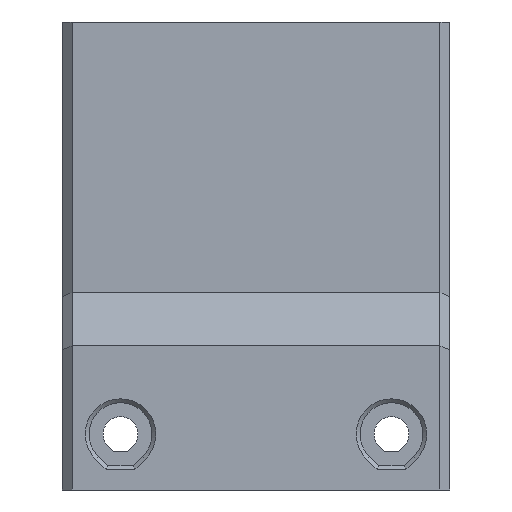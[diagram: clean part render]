
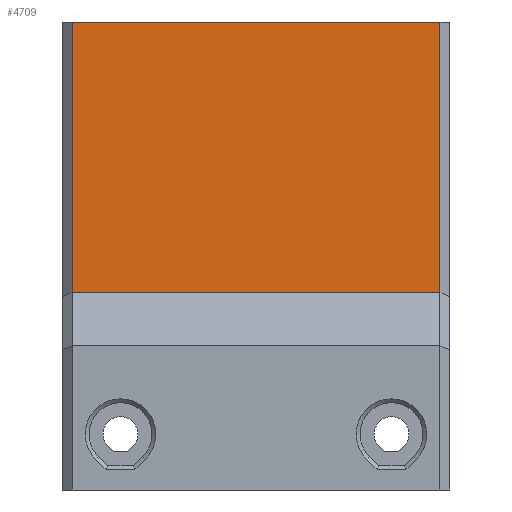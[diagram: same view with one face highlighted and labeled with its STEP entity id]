
A CAD part, left-side view. The second image highlights one B-rep face of the part: STEP entity #4709.
In plain terms, the highlighted planar face has unit normal (-1, 0, 0).
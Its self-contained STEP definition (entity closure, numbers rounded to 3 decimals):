
#2624 = PLANE('',#2625);
#2625 = AXIS2_PLACEMENT_3D('',#2626,#2627,#2628);
#2626 = CARTESIAN_POINT('',(0.25,50.629,
    39.747));
#2627 = DIRECTION('',(-0.707,0.,0.707)
  );
#2628 = DIRECTION('',(0.707,0.,0.707)
  );
#3573 = PLANE('',#3574);
#3574 = AXIS2_PLACEMENT_3D('',#3575,#3576,#3577);
#3575 = CARTESIAN_POINT('',(14.,20.629,
    70.454));
#3576 = DIRECTION('',(0.,0.,1.));
#3577 = DIRECTION('',(0.,1.,0.));
#3621 = VERTEX_POINT('',#3622);
#3622 = CARTESIAN_POINT('',(3.,59.629,
    70.454));
#3636 = PLANE('',#3637);
#3637 = AXIS2_PLACEMENT_3D('',#3638,#3639,#3640);
#3638 = CARTESIAN_POINT('',(3.5,60.129,
    17.224));
#3639 = DIRECTION('',(-0.707,0.707,0.
    ));
#3640 = DIRECTION('',(0.,0.,1.));
#3648 = EDGE_CURVE('',#3649,#3621,#3651,.T.);
#3649 = VERTEX_POINT('',#3650);
#3650 = CARTESIAN_POINT('',(3.,21.629,
    70.454));
#3651 = SURFACE_CURVE('',#3652,(#3656,#3663),.PCURVE_S1.);
#3652 = LINE('',#3653,#3654);
#3653 = CARTESIAN_POINT('',(3.,40.629,
    70.454));
#3654 = VECTOR('',#3655,1.);
#3655 = DIRECTION('',(0.,1.,0.));
#3656 = PCURVE('',#3573,#3657);
#3657 = DEFINITIONAL_REPRESENTATION('',(#3658),#3662);
#3658 = LINE('',#3659,#3660);
#3659 = CARTESIAN_POINT('',(20.,11.));
#3660 = VECTOR('',#3661,1.);
#3661 = DIRECTION('',(1.,0.));
#3662 = ( GEOMETRIC_REPRESENTATION_CONTEXT(2) 
PARAMETRIC_REPRESENTATION_CONTEXT() REPRESENTATION_CONTEXT('2D SPACE',''
  ) );
#3663 = PCURVE('',#3664,#3669);
#3664 = PLANE('',#3665);
#3665 = AXIS2_PLACEMENT_3D('',#3666,#3667,#3668);
#3666 = CARTESIAN_POINT('',(3.,60.629,
    27.454));
#3667 = DIRECTION('',(-1.,0.,0.));
#3668 = DIRECTION('',(0.,0.,-1.));
#3669 = DEFINITIONAL_REPRESENTATION('',(#3670),#3674);
#3670 = LINE('',#3671,#3672);
#3671 = CARTESIAN_POINT('',(-43.,20.));
#3672 = VECTOR('',#3673,1.);
#3673 = DIRECTION('',(0.,-1.));
#3674 = ( GEOMETRIC_REPRESENTATION_CONTEXT(2) 
PARAMETRIC_REPRESENTATION_CONTEXT() REPRESENTATION_CONTEXT('2D SPACE',''
  ) );
#3692 = PLANE('',#3693);
#3693 = AXIS2_PLACEMENT_3D('',#3694,#3695,#3696);
#3694 = CARTESIAN_POINT('',(3.5,21.129,
    17.224));
#3695 = DIRECTION('',(-0.707,-0.707,0.
    ));
#3696 = DIRECTION('',(0.,0.,1.));
#4665 = EDGE_CURVE('',#3649,#4666,#4668,.T.);
#4666 = VERTEX_POINT('',#4667);
#4667 = CARTESIAN_POINT('',(3.,21.629,
    42.497));
#4668 = SURFACE_CURVE('',#4669,(#4673,#4680),.PCURVE_S1.);
#4669 = LINE('',#4670,#4671);
#4670 = CARTESIAN_POINT('',(3.,21.629,
    17.224));
#4671 = VECTOR('',#4672,1.);
#4672 = DIRECTION('',(0.,0.,-1.));
#4673 = PCURVE('',#3692,#4674);
#4674 = DEFINITIONAL_REPRESENTATION('',(#4675),#4679);
#4675 = LINE('',#4676,#4677);
#4676 = CARTESIAN_POINT('',(0.,0.707));
#4677 = VECTOR('',#4678,1.);
#4678 = DIRECTION('',(-1.,0.));
#4679 = ( GEOMETRIC_REPRESENTATION_CONTEXT(2) 
PARAMETRIC_REPRESENTATION_CONTEXT() REPRESENTATION_CONTEXT('2D SPACE',''
  ) );
#4680 = PCURVE('',#3664,#4681);
#4681 = DEFINITIONAL_REPRESENTATION('',(#4682),#4686);
#4682 = LINE('',#4683,#4684);
#4683 = CARTESIAN_POINT('',(10.23,39.));
#4684 = VECTOR('',#4685,1.);
#4685 = DIRECTION('',(1.,0.));
#4686 = ( GEOMETRIC_REPRESENTATION_CONTEXT(2) 
PARAMETRIC_REPRESENTATION_CONTEXT() REPRESENTATION_CONTEXT('2D SPACE',''
  ) );
#4709 = ADVANCED_FACE('',(#4710),#3664,.T.);
#4710 = FACE_BOUND('',#4711,.T.);
#4711 = EDGE_LOOP('',(#4712,#4713,#4736,#4757));
#4712 = ORIENTED_EDGE('',*,*,#3648,.T.);
#4713 = ORIENTED_EDGE('',*,*,#4714,.F.);
#4714 = EDGE_CURVE('',#4715,#3621,#4717,.T.);
#4715 = VERTEX_POINT('',#4716);
#4716 = CARTESIAN_POINT('',(3.,59.629,
    42.497));
#4717 = SURFACE_CURVE('',#4718,(#4722,#4729),.PCURVE_S1.);
#4718 = LINE('',#4719,#4720);
#4719 = CARTESIAN_POINT('',(3.,59.629,
    17.224));
#4720 = VECTOR('',#4721,1.);
#4721 = DIRECTION('',(0.,0.,1.));
#4722 = PCURVE('',#3664,#4723);
#4723 = DEFINITIONAL_REPRESENTATION('',(#4724),#4728);
#4724 = LINE('',#4725,#4726);
#4725 = CARTESIAN_POINT('',(10.23,1.));
#4726 = VECTOR('',#4727,1.);
#4727 = DIRECTION('',(-1.,0.));
#4728 = ( GEOMETRIC_REPRESENTATION_CONTEXT(2) 
PARAMETRIC_REPRESENTATION_CONTEXT() REPRESENTATION_CONTEXT('2D SPACE',''
  ) );
#4729 = PCURVE('',#3636,#4730);
#4730 = DEFINITIONAL_REPRESENTATION('',(#4731),#4735);
#4731 = LINE('',#4732,#4733);
#4732 = CARTESIAN_POINT('',(0.,-0.707));
#4733 = VECTOR('',#4734,1.);
#4734 = DIRECTION('',(1.,0.));
#4735 = ( GEOMETRIC_REPRESENTATION_CONTEXT(2) 
PARAMETRIC_REPRESENTATION_CONTEXT() REPRESENTATION_CONTEXT('2D SPACE',''
  ) );
#4736 = ORIENTED_EDGE('',*,*,#4737,.F.);
#4737 = EDGE_CURVE('',#4666,#4715,#4738,.T.);
#4738 = SURFACE_CURVE('',#4739,(#4743,#4750),.PCURVE_S1.);
#4739 = LINE('',#4740,#4741);
#4740 = CARTESIAN_POINT('',(3.,50.629,
    42.497));
#4741 = VECTOR('',#4742,1.);
#4742 = DIRECTION('',(0.,1.,0.));
#4743 = PCURVE('',#3664,#4744);
#4744 = DEFINITIONAL_REPRESENTATION('',(#4745),#4749);
#4745 = LINE('',#4746,#4747);
#4746 = CARTESIAN_POINT('',(-15.043,10.));
#4747 = VECTOR('',#4748,1.);
#4748 = DIRECTION('',(0.,-1.));
#4749 = ( GEOMETRIC_REPRESENTATION_CONTEXT(2) 
PARAMETRIC_REPRESENTATION_CONTEXT() REPRESENTATION_CONTEXT('2D SPACE',''
  ) );
#4750 = PCURVE('',#2624,#4751);
#4751 = DEFINITIONAL_REPRESENTATION('',(#4752),#4756);
#4752 = LINE('',#4753,#4754);
#4753 = CARTESIAN_POINT('',(3.889,0.));
#4754 = VECTOR('',#4755,1.);
#4755 = DIRECTION('',(0.,1.));
#4756 = ( GEOMETRIC_REPRESENTATION_CONTEXT(2) 
PARAMETRIC_REPRESENTATION_CONTEXT() REPRESENTATION_CONTEXT('2D SPACE',''
  ) );
#4757 = ORIENTED_EDGE('',*,*,#4665,.F.);
